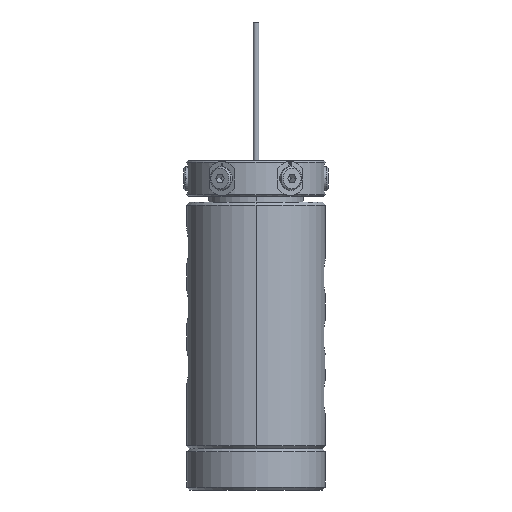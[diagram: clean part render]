
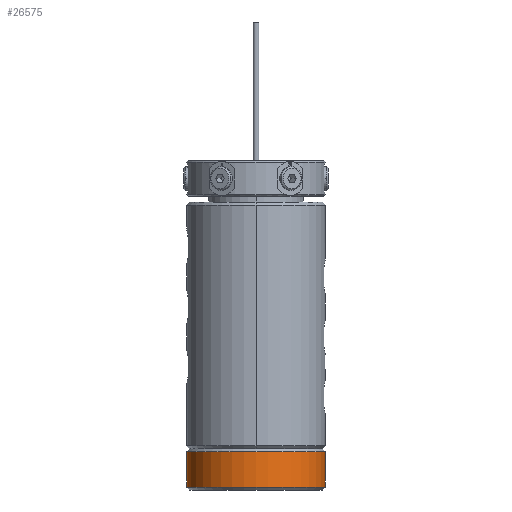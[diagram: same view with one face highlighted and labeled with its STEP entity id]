
A CAD part, left-side view. The second image highlights one B-rep face of the part: STEP entity #26575.
In plain terms, the highlighted cylindrical face has radius 37.3 mm (diameter 74.6 mm), a partial arc.
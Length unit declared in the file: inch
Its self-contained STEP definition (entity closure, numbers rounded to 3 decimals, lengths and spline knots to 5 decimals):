
#8098=CARTESIAN_POINT('',(0.,0.,-6.156));
#8099=DIRECTION('',(0.,0.,-1.));
#8100=DIRECTION('',(0.,-1.,0.));
#8101=AXIS2_PLACEMENT_3D('',#8098,#8099,#8100);
#8135=DIRECTION('',(0.,0.,1.));
#8136=VECTOR('',#8135,0.751);
#8137=CARTESIAN_POINT('',(0.,-1.4685,-6.907));
#8138=LINE('',#8137,#8136);
#8139=DIRECTION('',(0.,0.,1.));
#8140=VECTOR('',#8139,0.751);
#8141=CARTESIAN_POINT('',(0.,1.4685,-6.907));
#8142=LINE('',#8141,#8140);
#8147=CARTESIAN_POINT('',(0.,0.,-6.907));
#8148=DIRECTION('',(0.,0.,1.));
#8149=DIRECTION('',(0.,1.,0.));
#8150=AXIS2_PLACEMENT_3D('',#8147,#8148,#8149);
#13422=CARTESIAN_POINT('',(0.,-1.4685,-6.156));
#13423=VERTEX_POINT('',#13422);
#13424=CARTESIAN_POINT('',(0.,1.4685,-6.156));
#13425=VERTEX_POINT('',#13424);
#13426=CARTESIAN_POINT('',(0.,-1.4685,-6.907));
#13427=VERTEX_POINT('',#13426);
#13428=CARTESIAN_POINT('',(0.,1.4685,-6.907));
#13429=VERTEX_POINT('',#13428);
#26563=CARTESIAN_POINT('',(0.,0.,-7.01275));
#26564=DIRECTION('',(0.,0.,1.));
#26565=DIRECTION('',(0.,1.,0.));
#26566=AXIS2_PLACEMENT_3D('',#26563,#26564,#26565);
#26567=CYLINDRICAL_SURFACE('',#26566,1.4685);
#26568=ORIENTED_EDGE('',*,*,#26547,.F.);
#26570=ORIENTED_EDGE('',*,*,#26569,.F.);
#26571=ORIENTED_EDGE('',*,*,#26550,.T.);
#26572=ORIENTED_EDGE('',*,*,#26506,.F.);
#26573=EDGE_LOOP('',(#26568,#26570,#26571,#26572));
#26574=FACE_OUTER_BOUND('',#26573,.F.);
#8102=CIRCLE('',#8101,1.4685);
#8151=CIRCLE('',#8150,1.4685);
#26506=EDGE_CURVE('',#13423,#13425,#8102,.T.);
#26547=EDGE_CURVE('',#13427,#13423,#8138,.T.);
#26550=EDGE_CURVE('',#13429,#13425,#8142,.T.);
#26569=EDGE_CURVE('',#13429,#13427,#8151,.T.);
#26575=ADVANCED_FACE('',(#26574),#26567,.T.);
